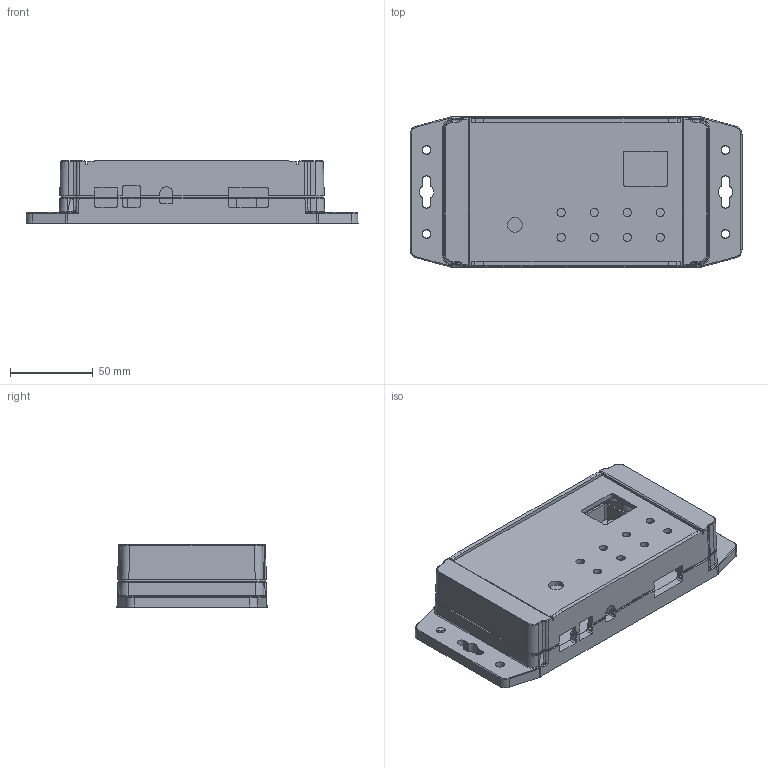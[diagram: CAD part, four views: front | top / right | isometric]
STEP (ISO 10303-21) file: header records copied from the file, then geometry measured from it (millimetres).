
FILE_DESCRIPTION(/* description */ (''),/* implementation_level */ '2;1');
FILE_NAME(/* name */ '532019 LED driver main assembly v40.step',/* time_stamp */ '2021-08-20T00:23:46+03:00',/* author */ (''),/* organization */ (''),/* preprocessor_version */ 'ST-DEVELOPER v18.1',/* originating_system */ 'Autodesk Translation Framework v10.9.0.1377',/* authorisation */ '');
FILE_SCHEMA (('AUTOMOTIVE_DESIGN { 1 0 10303 214 3 1 1 }'));
Length unit declared in the file: millimetre
Products named in the file (4): 532019 LED driver main assembly; Hammond 1555JF17 v1; 1555JF LID; 1555JF17 BOX
Assembly tree (3 placements, depth 3):
  532019 LED driver main assembly
    Hammond 1555JF17 v1
      1555JF LID
      1555JF17 BOX
Bounding box: 200.79 x 90.79 x 37.7 mm (x, y, z)
Volume: 171077.9 mm3; surface area: 114551.1 mm2
Topology: 2 solids, 2 shells, 1239 faces, 3169 edges, 1974 vertices
Faces by surface type: plane 585, cylinder 224, cone 182, bspline 164, sphere 48, torus 36
Full cylindrical faces by diameter (mm): 3.5 x4, 5 x8, 7 x4, 9 x1, 9.5 x1
Entity records: 41003 total; most frequent: CARTESIAN_POINT 11504, ORIENTED_EDGE 6220, DIRECTION 5850, EDGE_CURVE 3110, AXIS2_PLACEMENT_3D 1997, VERTEX_POINT 1971, LINE 1856, VECTOR 1856
